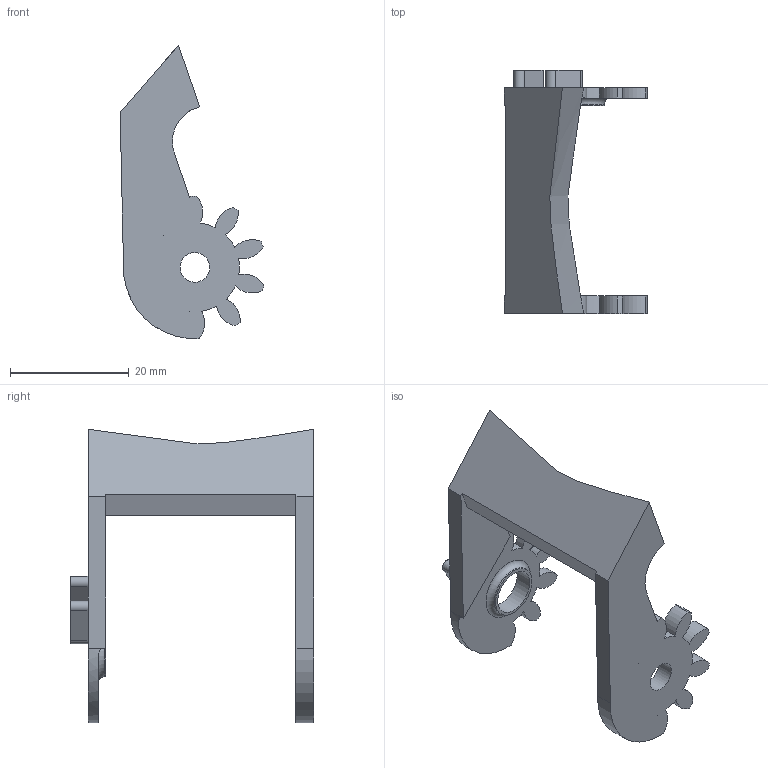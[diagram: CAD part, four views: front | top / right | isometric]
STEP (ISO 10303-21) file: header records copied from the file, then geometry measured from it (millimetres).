
FILE_DESCRIPTION(/* description */ (''),/* implementation_level */ '2;1');
FILE_NAME(/* name */ '',/* time_stamp */ '2025-07-18T09:25:18+08:00',/* author */ (''),/* organization */ (''),/* preprocessor_version */ 'ST-DEVELOPER v20.1',/* originating_system */ 'Autodesk Translation Framework v14.10.0.0',/* authorisation */ '');
FILE_SCHEMA (('AUTOMOTIVE_DESIGN { 1 0 10303 214 3 1 1 }'));
Length unit declared in the file: millimetre
Products named in the file (2): hand; 零部件2
Assembly tree (1 placements, depth 2):
  hand
    零部件2
Bounding box: 24.19 x 41 x 49.37 mm (x, y, z)
Volume: 5532.3 mm3; surface area: 4414.3 mm2
Topology: 1 solids, 1 shells, 84 faces, 234 edges, 155 vertices
Faces by surface type: cylinder 58, plane 24, bspline 1, torus 1
Full cylindrical faces by diameter (mm): 5 x1, 7.6 x1, 8.6 x1
Entity records: 2865 total; most frequent: CARTESIAN_POINT 528, DIRECTION 519, ORIENTED_EDGE 468, EDGE_CURVE 234, AXIS2_PLACEMENT_3D 204, VERTEX_POINT 155, CIRCLE 117, LINE 111
